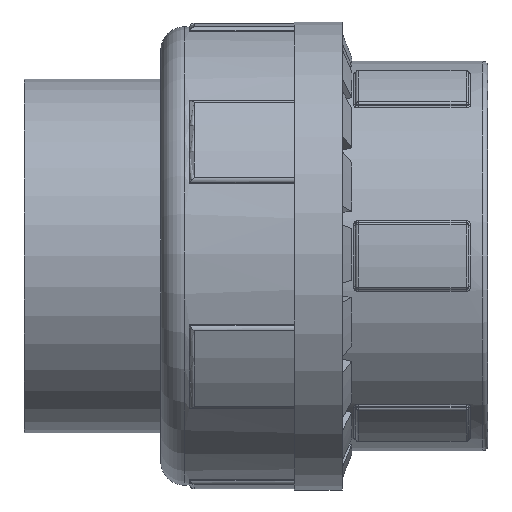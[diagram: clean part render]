
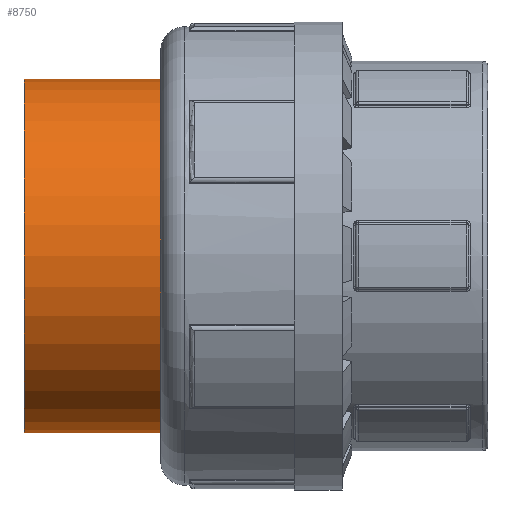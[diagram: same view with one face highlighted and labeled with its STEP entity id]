
A CAD part, front view. The second image highlights one B-rep face of the part: STEP entity #8750.
In plain terms, the highlighted cylindrical face has radius 37 mm (diameter 74 mm), a full revolution.
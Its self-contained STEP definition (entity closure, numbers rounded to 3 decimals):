
#136=FACE_BOUND('',#3060,.T.);
#1936=CYLINDRICAL_SURFACE('',#9524,37.);
#2486=FACE_OUTER_BOUND('',#3059,.T.);
#3059=EDGE_LOOP('',(#8133));
#3060=EDGE_LOOP('',(#8134));
#3590=CIRCLE('',#9523,37.);
#3591=CIRCLE('',#9525,37.);
#4383=VERTEX_POINT('',#16266);
#4384=VERTEX_POINT('',#16269);
#5634=EDGE_CURVE('',#4383,#4383,#3590,.T.);
#5635=EDGE_CURVE('',#4384,#4384,#3591,.T.);
#8133=ORIENTED_EDGE('',*,*,#5635,.F.);
#8134=ORIENTED_EDGE('',*,*,#5634,.T.);
#8750=ADVANCED_FACE('',(#2486,#136),#1936,.T.);
#9523=AXIS2_PLACEMENT_3D('',#16267,#11762,#11763);
#9524=AXIS2_PLACEMENT_3D('',#16268,#11764,#11765);
#9525=AXIS2_PLACEMENT_3D('',#16270,#11766,#11767);
#11762=DIRECTION('center_axis',(-1.,0.,0.));
#11763=DIRECTION('ref_axis',(0.,0.,1.));
#11764=DIRECTION('center_axis',(-1.,0.,0.));
#11765=DIRECTION('ref_axis',(0.,-1.,0.));
#11766=DIRECTION('center_axis',(-1.,0.,0.));
#11767=DIRECTION('ref_axis',(0.,0.,1.));
#16266=CARTESIAN_POINT('',(95.3,52.932,0.));
#16267=CARTESIAN_POINT('Origin',(95.3,89.932,0.));
#16268=CARTESIAN_POINT('Origin',(77.425,89.932,0.));
#16269=CARTESIAN_POINT('',(59.55,52.932,0.));
#16270=CARTESIAN_POINT('Origin',(59.55,89.932,0.));
